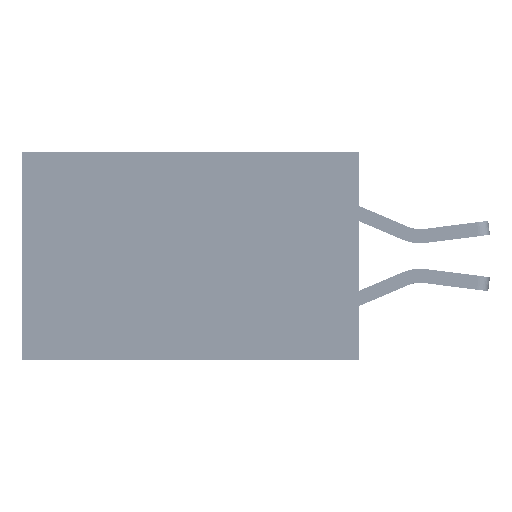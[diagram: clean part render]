
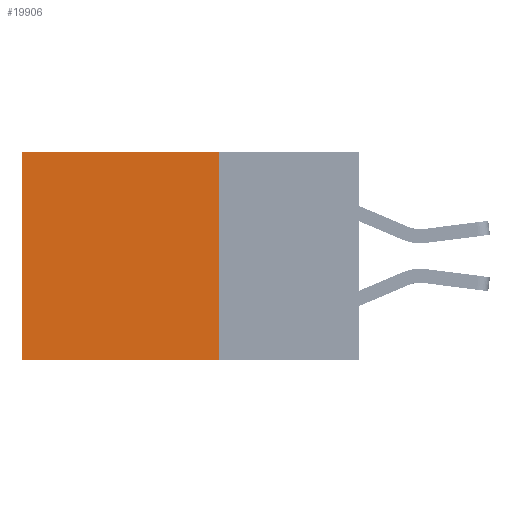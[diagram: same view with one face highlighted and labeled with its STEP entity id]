
A CAD part, left-side view. The second image highlights one B-rep face of the part: STEP entity #19906.
In plain terms, the highlighted planar face has unit normal (-1, 0, 0).
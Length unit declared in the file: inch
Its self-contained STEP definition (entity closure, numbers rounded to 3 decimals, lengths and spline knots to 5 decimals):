
#1145 = EDGE_LOOP ( 'NONE', ( #7376, #12210, #29350, #21586 ) ) ;
#2715 = CARTESIAN_POINT ( 'NONE',  ( 0.2875, 0.25, -0.37 ) ) ;
#3799 = VERTEX_POINT ( 'NONE', #29730 ) ;
#5840 = DIRECTION ( 'NONE',  ( 0., 0., -1. ) ) ;
#6169 = EDGE_CURVE ( 'NONE', #23168, #9280, #32778, .T. ) ;
#6355 = CARTESIAN_POINT ( 'NONE',  ( 0.2875, 0.25, 0. ) ) ;
#7326 = EDGE_CURVE ( 'NONE', #3799, #23168, #20576, .T. ) ;
#7376 = ORIENTED_EDGE ( 'NONE', *, *, #6169, .T. ) ;
#8220 = CARTESIAN_POINT ( 'NONE',  ( 0.2875, 0.25, 0. ) ) ;
#9011 = LINE ( 'NONE', #11559, #14926 ) ;
#9031 = DIRECTION ( 'NONE',  ( 0., 1., 0. ) ) ;
#9280 = VERTEX_POINT ( 'NONE', #23543 ) ;
#10467 = CARTESIAN_POINT ( 'NONE',  ( 0.2875, 0.25, 0. ) ) ;
#11559 = CARTESIAN_POINT ( 'NONE',  ( 0.2875, 0.25, -0.37 ) ) ;
#12210 = ORIENTED_EDGE ( 'NONE', *, *, #25462, .F. ) ;
#13984 = VERTEX_POINT ( 'NONE', #2715 ) ;
#14926 = VECTOR ( 'NONE', #28574, 39.37008 ) ;
#17098 = DIRECTION ( 'NONE',  ( 0., 0., -1. ) ) ;
#17912 = CARTESIAN_POINT ( 'NONE',  ( 0.2875, 0.6, 0. ) ) ;
#18367 = EDGE_CURVE ( 'NONE', #3799, #13984, #34132, .T. ) ;
#19906 = ADVANCED_FACE ( 'NONE', ( #23453 ), #37431, .F. ) ;
#20052 = CARTESIAN_POINT ( 'NONE',  ( 0.2875, 0.6, 0. ) ) ;
#20576 = LINE ( 'NONE', #6355, #35120 ) ;
#21586 = ORIENTED_EDGE ( 'NONE', *, *, #7326, .T. ) ;
#23168 = VERTEX_POINT ( 'NONE', #20052 ) ;
#23453 = FACE_OUTER_BOUND ( 'NONE', #1145, .T. ) ;
#23543 = CARTESIAN_POINT ( 'NONE',  ( 0.2875, 0.6, -0.37 ) ) ;
#25029 = VECTOR ( 'NONE', #5840, 39.37008 ) ;
#25061 = DIRECTION ( 'NONE',  ( 0., 0., -1. ) ) ;
#25462 = EDGE_CURVE ( 'NONE', #13984, #9280, #9011, .T. ) ;
#28574 = DIRECTION ( 'NONE',  ( 0., 1., 0. ) ) ;
#29350 = ORIENTED_EDGE ( 'NONE', *, *, #18367, .F. ) ;
#29730 = CARTESIAN_POINT ( 'NONE',  ( 0.2875, 0.25, 0. ) ) ;
#31430 = AXIS2_PLACEMENT_3D ( 'NONE', #8220, #31816, #17098 ) ;
#31816 = DIRECTION ( 'NONE',  ( 1., 0., 0. ) ) ;
#32778 = LINE ( 'NONE', #17912, #25029 ) ;
#33231 = VECTOR ( 'NONE', #25061, 39.37008 ) ;
#34132 = LINE ( 'NONE', #10467, #33231 ) ;
#35120 = VECTOR ( 'NONE', #9031, 39.37008 ) ;
#37431 = PLANE ( 'NONE',  #31430 ) ;
